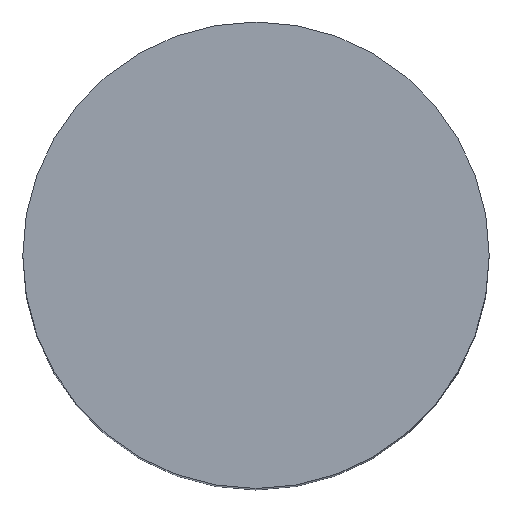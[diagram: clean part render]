
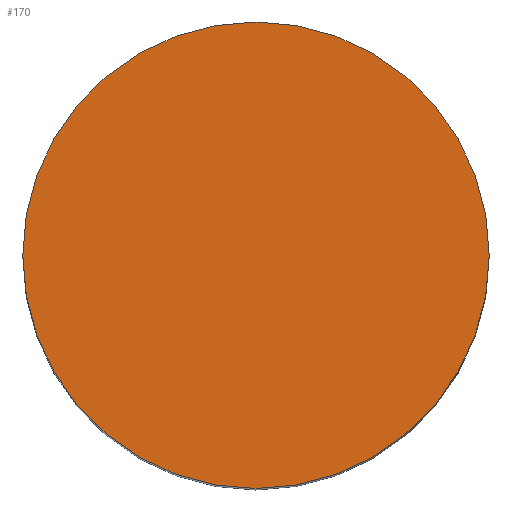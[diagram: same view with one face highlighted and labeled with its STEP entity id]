
A CAD part, top view. The second image highlights one B-rep face of the part: STEP entity #170.
In plain terms, the highlighted planar face has unit normal (0, 0, 1).
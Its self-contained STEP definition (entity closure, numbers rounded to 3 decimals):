
#170=ADVANCED_FACE('TOP',(#256),#210,.T.);
#210=PLANE('',#1170);
#256=FACE_OUTER_BOUND('',#330,.T.);
#330=EDGE_LOOP('',(#660));
#388=CIRCLE('',#1169,15.);
#660=ORIENTED_EDGE('',*,*,#900,.F.);
#762=VERTEX_POINT('',#2145);
#900=EDGE_CURVE('',#762,#762,#388,.T.);
#1169=AXIS2_PLACEMENT_3D('',#2144,#1469,#1470);
#1170=AXIS2_PLACEMENT_3D('',#2146,#1471,#1472);
#1469=DIRECTION('',(0.,0.,-1.));
#1470=DIRECTION('',(1.,0.,0.));
#1471=DIRECTION('',(0.,0.,1.));
#1472=DIRECTION('',(1.,0.,0.));
#2144=CARTESIAN_POINT('',(0.,0.,43.948));
#2145=CARTESIAN_POINT('',(15.,0.,43.948));
#2146=CARTESIAN_POINT('',(0.,0.,43.948));
